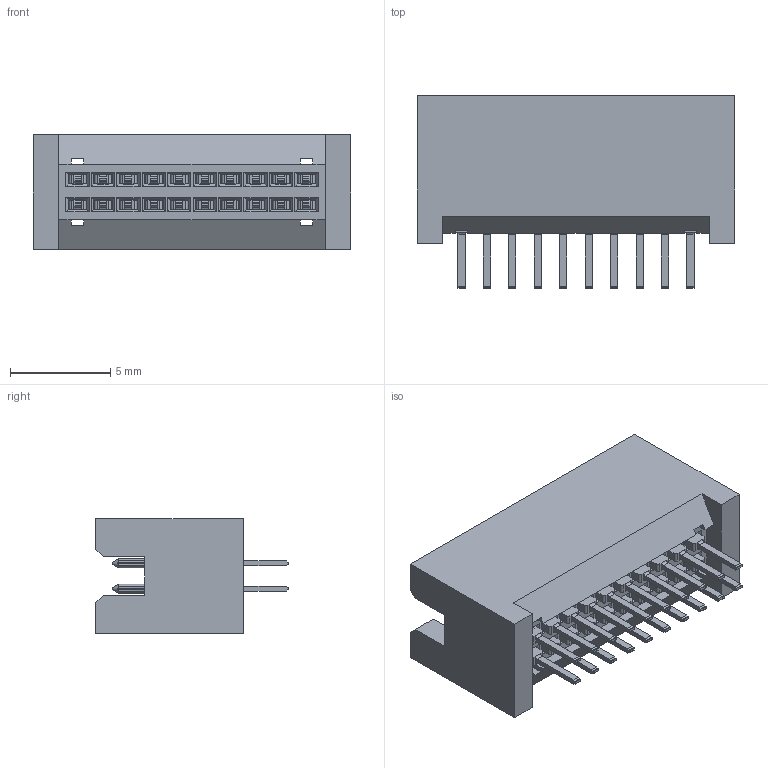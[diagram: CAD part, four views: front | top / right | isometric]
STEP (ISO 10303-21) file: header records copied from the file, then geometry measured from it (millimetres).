
FILE_DESCRIPTION (( 'STEP AP203' ), '1' );
FILE_NAME ('TFC-110-11-X-D.step', '2007-05-23T20:07:22', ( 'Samtec User' ), ( 'Samtec, Inc' ), 'SwSTEP 2.0', 'SolidWorks 2007', '' );
FILE_SCHEMA (( 'CONFIG_CONTROL_DESIGN' ));
Length unit declared in the file: inch
Products named in the file (3): TFC-110-11-X-D; T-1R20-X_-03 (Straight); TFM-XX-D_-02 Height Formula
Assembly tree (21 placements, depth 2):
  TFC-110-11-X-D
    TFM-XX-D_-02 Height Formula
    T-1R20-X_-03 (Straight)  x20
Bounding box: 15.88 x 9.61 x 5.71 mm (x, y, z)
Volume: 404.4 mm3; surface area: 1056.4 mm2
Topology: 21 solids, 21 shells, 1564 faces, 4269 edges, 2761 vertices
Faces by surface type: plane 1124, cylinder 400, cone 40
Entity records: 17536 total; most frequent: CARTESIAN_POINT 3034, ORIENTED_EDGE 2914, DIRECTION 2613, EDGE_CURVE 1457, LINE 1413, VECTOR 1413, VERTEX_POINT 937, EDGE_LOOP 600
